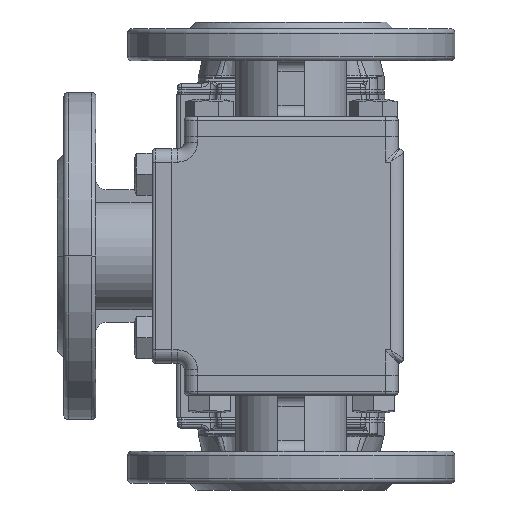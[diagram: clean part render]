
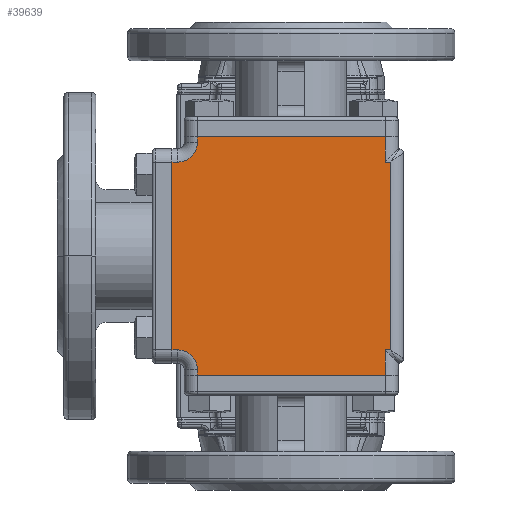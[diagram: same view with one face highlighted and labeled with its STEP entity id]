
A CAD part, front view. The second image highlights one B-rep face of the part: STEP entity #39639.
In plain terms, the highlighted planar face has unit normal (0, -1, 0).
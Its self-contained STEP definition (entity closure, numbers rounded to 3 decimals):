
#1158=PLANE('',#42656);
#4701=CIRCLE('',#42581,9.);
#4708=CIRCLE('',#42591,9.);
#7959=ORIENTED_EDGE('',*,*,#19446,.F.);
#7960=ORIENTED_EDGE('',*,*,#19305,.T.);
#7961=ORIENTED_EDGE('',*,*,#19302,.T.);
#7962=ORIENTED_EDGE('',*,*,#19297,.T.);
#7963=ORIENTED_EDGE('',*,*,#19287,.T.);
#7964=ORIENTED_EDGE('',*,*,#19293,.T.);
#7965=ORIENTED_EDGE('',*,*,#19447,.F.);
#7966=ORIENTED_EDGE('',*,*,#19349,.T.);
#7967=ORIENTED_EDGE('',*,*,#19346,.T.);
#7968=ORIENTED_EDGE('',*,*,#19343,.T.);
#7969=ORIENTED_EDGE('',*,*,#19448,.F.);
#7970=ORIENTED_EDGE('',*,*,#19331,.T.);
#7971=ORIENTED_EDGE('',*,*,#19335,.T.);
#7972=ORIENTED_EDGE('',*,*,#19338,.T.);
#19287=EDGE_CURVE('',#25098,#25097,#28866,.T.);
#19293=EDGE_CURVE('',#25097,#25101,#28868,.T.);
#19297=EDGE_CURVE('',#25103,#25098,#28871,.T.);
#19302=EDGE_CURVE('',#25106,#25103,#28873,.T.);
#19305=EDGE_CURVE('',#25109,#25106,#28875,.T.);
#19331=EDGE_CURVE('',#25128,#25127,#28888,.T.);
#19335=EDGE_CURVE('',#25127,#25131,#4701,.T.);
#19338=EDGE_CURVE('',#25131,#25132,#28890,.T.);
#19343=EDGE_CURVE('',#25134,#25137,#28893,.T.);
#19346=EDGE_CURVE('',#25138,#25134,#4708,.T.);
#19349=EDGE_CURVE('',#25141,#25138,#28895,.T.);
#19446=EDGE_CURVE('',#25109,#25132,#28967,.T.);
#19447=EDGE_CURVE('',#25141,#25101,#28968,.T.);
#19448=EDGE_CURVE('',#25128,#25137,#28969,.T.);
#25097=VERTEX_POINT('',#61968);
#25098=VERTEX_POINT('',#61970);
#25101=VERTEX_POINT('',#62063);
#25103=VERTEX_POINT('',#62090);
#25106=VERTEX_POINT('',#62165);
#25109=VERTEX_POINT('',#62172);
#25127=VERTEX_POINT('',#62226);
#25128=VERTEX_POINT('',#62228);
#25131=VERTEX_POINT('',#62235);
#25132=VERTEX_POINT('',#62240);
#25134=VERTEX_POINT('',#62246);
#25137=VERTEX_POINT('',#62251);
#25138=VERTEX_POINT('',#62255);
#25141=VERTEX_POINT('',#62262);
#28866=LINE('',#61969,#31207);
#28868=LINE('',#62065,#31209);
#28871=LINE('',#62093,#31212);
#28873=LINE('',#62168,#31214);
#28875=LINE('',#62174,#31216);
#28888=LINE('',#62227,#31229);
#28890=LINE('',#62242,#31231);
#28893=LINE('',#62252,#31234);
#28895=LINE('',#62264,#31236);
#28967=LINE('',#62546,#31308);
#28968=LINE('',#62547,#31309);
#28969=LINE('',#62548,#31310);
#31207=VECTOR('',#47271,1000.);
#31209=VECTOR('',#47279,1000.);
#31212=VECTOR('',#47284,1000.);
#31214=VECTOR('',#47290,1000.);
#31216=VECTOR('',#47296,1000.);
#31229=VECTOR('',#47353,1000.);
#31231=VECTOR('',#47369,1000.);
#31234=VECTOR('',#47378,1000.);
#31236=VECTOR('',#47392,1000.);
#31308=VECTOR('',#47590,1000.);
#31309=VECTOR('',#47591,1000.);
#31310=VECTOR('',#47592,1000.);
#33428=EDGE_LOOP('',(#7959,#7960,#7961,#7962,#7963,#7964,#7965,#7966,#7967,
#7968,#7969,#7970,#7971,#7972));
#36442=FACE_BOUND('',#33428,.T.);
#39639=ADVANCED_FACE('',(#36442),#1158,.F.);
#42581=AXIS2_PLACEMENT_3D('',#62236,#47361,#47362);
#42591=AXIS2_PLACEMENT_3D('',#62258,#47385,#47386);
#42656=AXIS2_PLACEMENT_3D('',#62545,#47588,#47589);
#47271=DIRECTION('',(-1.,0.,0.));
#47279=DIRECTION('',(0.,0.,1.));
#47284=DIRECTION('',(0.,0.,1.));
#47290=DIRECTION('',(1.,0.,0.));
#47296=DIRECTION('',(0.,0.,1.));
#47353=DIRECTION('',(1.,0.,0.));
#47361=DIRECTION('',(0.,1.,0.));
#47362=DIRECTION('',(0.,0.,1.));
#47369=DIRECTION('',(0.,0.,-1.));
#47378=DIRECTION('',(-1.,0.,0.));
#47385=DIRECTION('',(0.,1.,0.));
#47386=DIRECTION('',(0.,0.,1.));
#47392=DIRECTION('',(0.,0.,-1.));
#47588=DIRECTION('',(0.,1.,0.));
#47589=DIRECTION('',(0.,0.,1.));
#47590=DIRECTION('',(-1.,0.,0.));
#47591=DIRECTION('',(1.,0.,0.));
#47592=DIRECTION('',(0.,0.,1.));
#61968=CARTESIAN_POINT('',(42.5,0.,42.5));
#61969=CARTESIAN_POINT('',(0.,0.,42.5));
#61970=CARTESIAN_POINT('',(44.9,0.,42.5));
#62063=CARTESIAN_POINT('',(42.5,0.,54.));
#62065=CARTESIAN_POINT('',(42.5,0.,54.));
#62090=CARTESIAN_POINT('',(44.9,0.,-42.5));
#62093=CARTESIAN_POINT('',(44.9,0.,0.));
#62165=CARTESIAN_POINT('',(42.5,0.,-42.5));
#62168=CARTESIAN_POINT('',(0.,0.,-42.5));
#62172=CARTESIAN_POINT('',(42.5,0.,-54.));
#62174=CARTESIAN_POINT('',(42.5,0.,-48.5));
#62226=CARTESIAN_POINT('',(-51.5,0.,-42.5));
#62227=CARTESIAN_POINT('',(0.,0.,-42.5));
#62228=CARTESIAN_POINT('',(-54.,0.,-42.5));
#62235=CARTESIAN_POINT('',(-42.5,0.,-51.5));
#62236=CARTESIAN_POINT('',(-51.5,0.,-51.5));
#62240=CARTESIAN_POINT('',(-42.5,0.,-54.));
#62242=CARTESIAN_POINT('',(-42.5,0.,-54.));
#62246=CARTESIAN_POINT('',(-51.5,0.,42.5));
#62251=CARTESIAN_POINT('',(-54.,0.,42.5));
#62252=CARTESIAN_POINT('',(0.,0.,42.5));
#62255=CARTESIAN_POINT('',(-42.5,0.,51.5));
#62258=CARTESIAN_POINT('',(-51.5,0.,51.5));
#62262=CARTESIAN_POINT('',(-42.5,0.,54.));
#62264=CARTESIAN_POINT('',(-42.5,0.,0.));
#62545=CARTESIAN_POINT('',(0.,0.,0.));
#62546=CARTESIAN_POINT('',(0.,0.,-54.));
#62547=CARTESIAN_POINT('',(50.9,0.,54.));
#62548=CARTESIAN_POINT('',(-54.,0.,0.));
